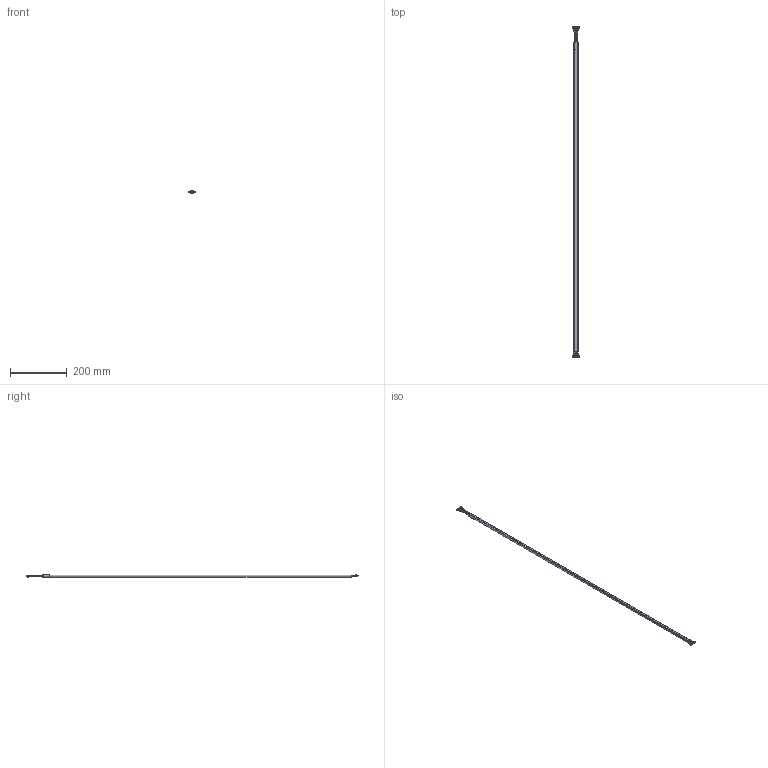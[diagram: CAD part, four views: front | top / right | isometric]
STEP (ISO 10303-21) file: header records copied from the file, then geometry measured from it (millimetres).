
FILE_DESCRIPTION (( 'STEP AP214' ), '1' );
FILE_NAME ('1981-G.STEP', '2015-11-04T15:28:46', ( '' ), ( '' ), 'SwSTEP 2.0', 'SolidWorks 2015', '' );
FILE_SCHEMA (( 'AUTOMOTIVE_DESIGN' ));
Length unit declared in the file: millimetre
Products named in the file (5): Molex 35507-1000; 502128000; 355071000; cable; 1981-G
Assembly tree (14 placements, depth 3):
  1981-G
    cable
    Molex 35507-1000  x2
      355071000
      502128000
Bounding box: 22.3 x 1165.6 x 8 mm (x, y, z)
Volume: 23988.1 mm3; surface area: 127247.2 mm2
Topology: 33 solids, 33 shells, 5720 faces, 15716 edges, 9912 vertices
Faces by surface type: plane 3976, cylinder 832, bspline 692, cone 220
Entity records: 30937 total; most frequent: CARTESIAN_POINT 9281, ORIENTED_EDGE 4674, DIRECTION 3962, EDGE_CURVE 2337, VECTOR 1980, LINE 1980, VERTEX_POINT 1466, AXIS2_PLACEMENT_3D 991
